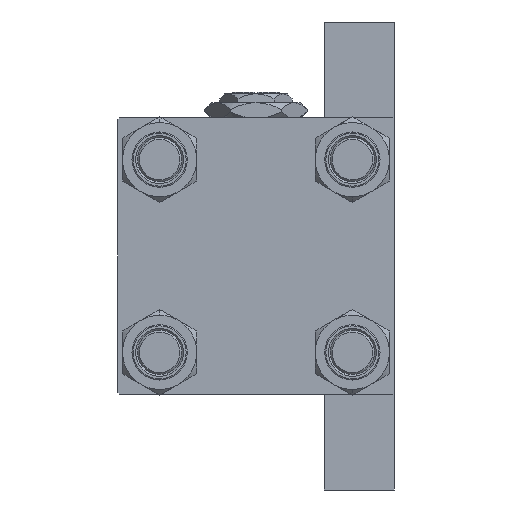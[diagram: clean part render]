
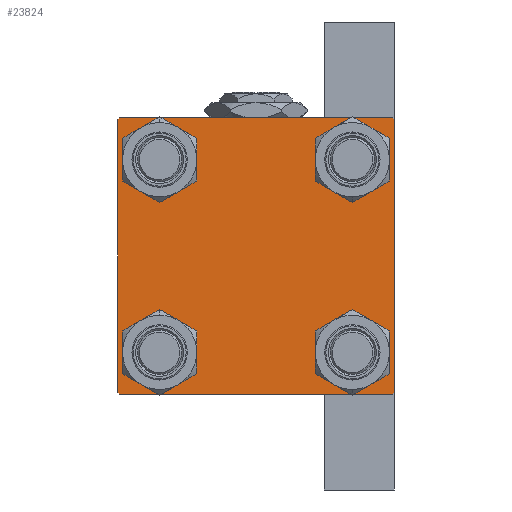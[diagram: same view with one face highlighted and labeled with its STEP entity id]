
A CAD part, left-side view. The second image highlights one B-rep face of the part: STEP entity #23824.
In plain terms, the highlighted planar face has unit normal (-1, 0, 0).
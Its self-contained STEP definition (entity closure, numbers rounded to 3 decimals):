
#430 = ORIENTED_EDGE ( 'NONE', *, *, #5963, .T. ) ;
#691 = VERTEX_POINT ( 'NONE', #45166 ) ;
#706 = CARTESIAN_POINT ( 'NONE',  ( 0., 37.25, -37.25 ) ) ;
#723 = CARTESIAN_POINT ( 'NONE',  ( 0., 37.5, -37. ) ) ;
#1843 = VERTEX_POINT ( 'NONE', #22278 ) ;
#1854 = ORIENTED_EDGE ( 'NONE', *, *, #8551, .F. ) ;
#2259 = CARTESIAN_POINT ( 'NONE',  ( 0., 26.15, -19.65 ) ) ;
#2345 = EDGE_CURVE ( 'NONE', #26662, #34437, #40176, .T. ) ;
#2691 = VERTEX_POINT ( 'NONE', #12226 ) ;
#2774 = EDGE_LOOP ( 'NONE', ( #30776, #33052, #38537, #13394, #1854, #12288, #7559, #19793 ) ) ;
#3466 = CARTESIAN_POINT ( 'NONE',  ( 0., 37.5, 37.5 ) ) ;
#3479 = DIRECTION ( 'NONE',  ( 0., 0., 1. ) ) ;
#3519 = DIRECTION ( 'NONE',  ( 1., 0., 0. ) ) ;
#3680 = EDGE_LOOP ( 'NONE', ( #5722, #9421 ) ) ;
#3688 = CARTESIAN_POINT ( 'NONE',  ( 0., -37.25, -37.25 ) ) ;
#4156 = VECTOR ( 'NONE', #28116, 1000. ) ;
#4253 = CARTESIAN_POINT ( 'NONE',  ( 0., -26.15, -32.65 ) ) ;
#4288 = DIRECTION ( 'NONE',  ( 0., 0., -1. ) ) ;
#5024 = CARTESIAN_POINT ( 'NONE',  ( 0., -37.5, 37.5 ) ) ;
#5429 = AXIS2_PLACEMENT_3D ( 'NONE', #36774, #25109, #33217 ) ;
#5722 = ORIENTED_EDGE ( 'NONE', *, *, #20786, .T. ) ;
#5963 = EDGE_CURVE ( 'NONE', #691, #41222, #6354, .T. ) ;
#6354 = CIRCLE ( 'NONE', #49332, 6.5 ) ;
#6594 = LINE ( 'NONE', #22082, #23806 ) ;
#6712 = EDGE_CURVE ( 'NONE', #43145, #27132, #38244, .T. ) ;
#6764 = CARTESIAN_POINT ( 'NONE',  ( 0., -37., -37.5 ) ) ;
#6839 = VECTOR ( 'NONE', #7495, 1000. ) ;
#6965 = DIRECTION ( 'NONE',  ( 1., 0., 0. ) ) ;
#7031 = EDGE_CURVE ( 'NONE', #25338, #14180, #26676, .T. ) ;
#7140 = ORIENTED_EDGE ( 'NONE', *, *, #12900, .T. ) ;
#7495 = DIRECTION ( 'NONE',  ( 0., -0.707, 0.707 ) ) ;
#7559 = ORIENTED_EDGE ( 'NONE', *, *, #12636, .F. ) ;
#8314 = CARTESIAN_POINT ( 'NONE',  ( 0., 37., -37.5 ) ) ;
#8378 = CARTESIAN_POINT ( 'NONE',  ( 0., -26.15, 26.15 ) ) ;
#8551 = EDGE_CURVE ( 'NONE', #26662, #32231, #35513, .T. ) ;
#8838 = CARTESIAN_POINT ( 'NONE',  ( 0., 26.15, -26.15 ) ) ;
#8863 = CARTESIAN_POINT ( 'NONE',  ( 0., -26.15, -19.65 ) ) ;
#9421 = ORIENTED_EDGE ( 'NONE', *, *, #39667, .T. ) ;
#9738 = CARTESIAN_POINT ( 'NONE',  ( 0., -37., 37.5 ) ) ;
#10270 = DIRECTION ( 'NONE',  ( 0., 0., 1. ) ) ;
#10600 = ORIENTED_EDGE ( 'NONE', *, *, #7031, .T. ) ;
#10787 = CARTESIAN_POINT ( 'NONE',  ( 0., -26.15, -26.15 ) ) ;
#11142 = VERTEX_POINT ( 'NONE', #8863 ) ;
#12080 = CIRCLE ( 'NONE', #44487, 6.5 ) ;
#12222 = VERTEX_POINT ( 'NONE', #13278 ) ;
#12226 = CARTESIAN_POINT ( 'NONE',  ( 0., 26.15, 19.65 ) ) ;
#12288 = ORIENTED_EDGE ( 'NONE', *, *, #2345, .T. ) ;
#12445 = DIRECTION ( 'NONE',  ( 1., 0., 0. ) ) ;
#12636 = EDGE_CURVE ( 'NONE', #1843, #34437, #6594, .T. ) ;
#12900 = EDGE_CURVE ( 'NONE', #14180, #25338, #34404, .T. ) ;
#13101 = EDGE_LOOP ( 'NONE', ( #46356, #15774 ) ) ;
#13278 = CARTESIAN_POINT ( 'NONE',  ( 0., 26.15, 32.65 ) ) ;
#13394 = ORIENTED_EDGE ( 'NONE', *, *, #14343, .T. ) ;
#13667 = PLANE ( 'NONE',  #5429 ) ;
#14180 = VERTEX_POINT ( 'NONE', #20817 ) ;
#14343 = EDGE_CURVE ( 'NONE', #26399, #32231, #15368, .T. ) ;
#14846 = CARTESIAN_POINT ( 'NONE',  ( 0., 26.15, -26.15 ) ) ;
#15368 = LINE ( 'NONE', #3688, #6839 ) ;
#15774 = ORIENTED_EDGE ( 'NONE', *, *, #27885, .T. ) ;
#15814 = CARTESIAN_POINT ( 'NONE',  ( 0., -37.5, 37. ) ) ;
#16117 = LINE ( 'NONE', #31623, #38789 ) ;
#16364 = VECTOR ( 'NONE', #4288, 1000. ) ;
#17975 = FACE_BOUND ( 'NONE', #35232, .T. ) ;
#18018 = CIRCLE ( 'NONE', #39096, 6.5 ) ;
#18045 = ORIENTED_EDGE ( 'NONE', *, *, #28332, .T. ) ;
#19616 = CARTESIAN_POINT ( 'NONE',  ( 0., -37.5, -37. ) ) ;
#19793 = ORIENTED_EDGE ( 'NONE', *, *, #26434, .T. ) ;
#20520 = DIRECTION ( 'NONE',  ( 0., 0., 1. ) ) ;
#20786 = EDGE_CURVE ( 'NONE', #11142, #25544, #28809, .T. ) ;
#20817 = CARTESIAN_POINT ( 'NONE',  ( 0., 26.15, -32.65 ) ) ;
#20999 = VECTOR ( 'NONE', #31124, 1000. ) ;
#22082 = CARTESIAN_POINT ( 'NONE',  ( 0., 37.5, 37.5 ) ) ;
#22103 = CIRCLE ( 'NONE', #28596, 6.5 ) ;
#22278 = CARTESIAN_POINT ( 'NONE',  ( 0., 37., 37.5 ) ) ;
#23423 = AXIS2_PLACEMENT_3D ( 'NONE', #14846, #30823, #26766 ) ;
#23806 = VECTOR ( 'NONE', #44674, 1000. ) ;
#23824 = ADVANCED_FACE ( 'NONE', ( #32966, #44366, #17975, #48167, #40053 ), #13667, .T. ) ;
#25109 = DIRECTION ( 'NONE',  ( -1., 0., 0. ) ) ;
#25338 = VERTEX_POINT ( 'NONE', #2259 ) ;
#25544 = VERTEX_POINT ( 'NONE', #4253 ) ;
#25876 = DIRECTION ( 'NONE',  ( 0., 0., 1. ) ) ;
#26399 = VERTEX_POINT ( 'NONE', #6764 ) ;
#26434 = EDGE_CURVE ( 'NONE', #1843, #43145, #16117, .T. ) ;
#26610 = CARTESIAN_POINT ( 'NONE',  ( 0., -26.15, 26.15 ) ) ;
#26662 = VERTEX_POINT ( 'NONE', #15814 ) ;
#26676 = CIRCLE ( 'NONE', #23423, 6.5 ) ;
#26766 = DIRECTION ( 'NONE',  ( 0., 0., 1. ) ) ;
#27132 = VERTEX_POINT ( 'NONE', #723 ) ;
#27885 = EDGE_CURVE ( 'NONE', #2691, #12222, #12080, .T. ) ;
#27929 = DIRECTION ( 'NONE',  ( 0., 0., 1. ) ) ;
#28116 = DIRECTION ( 'NONE',  ( 0., -0.707, -0.707 ) ) ;
#28262 = EDGE_LOOP ( 'NONE', ( #18045, #430 ) ) ;
#28332 = EDGE_CURVE ( 'NONE', #41222, #691, #39634, .T. ) ;
#28596 = AXIS2_PLACEMENT_3D ( 'NONE', #10787, #6965, #10270 ) ;
#28809 = CIRCLE ( 'NONE', #45819, 6.5 ) ;
#30776 = ORIENTED_EDGE ( 'NONE', *, *, #6712, .T. ) ;
#30823 = DIRECTION ( 'NONE',  ( 1., 0., 0. ) ) ;
#31045 = DIRECTION ( 'NONE',  ( 0., 0., 1. ) ) ;
#31124 = DIRECTION ( 'NONE',  ( 0., 0., -1. ) ) ;
#31623 = CARTESIAN_POINT ( 'NONE',  ( 0., 37.25, 37.25 ) ) ;
#32231 = VERTEX_POINT ( 'NONE', #19616 ) ;
#32336 = CARTESIAN_POINT ( 'NONE',  ( 0., -37.25, 37.25 ) ) ;
#32557 = VECTOR ( 'NONE', #42812, 1000. ) ;
#32830 = EDGE_CURVE ( 'NONE', #36577, #26399, #43313, .T. ) ;
#32886 = EDGE_CURVE ( 'NONE', #27132, #36577, #35730, .T. ) ;
#32966 = FACE_BOUND ( 'NONE', #28262, .T. ) ;
#33052 = ORIENTED_EDGE ( 'NONE', *, *, #32886, .T. ) ;
#33217 = DIRECTION ( 'NONE',  ( 0., 0., 1. ) ) ;
#34247 = CARTESIAN_POINT ( 'NONE',  ( 0., 26.15, 26.15 ) ) ;
#34404 = CIRCLE ( 'NONE', #40054, 6.5 ) ;
#34437 = VERTEX_POINT ( 'NONE', #9738 ) ;
#35232 = EDGE_LOOP ( 'NONE', ( #10600, #7140 ) ) ;
#35513 = LINE ( 'NONE', #5024, #16364 ) ;
#35730 = LINE ( 'NONE', #706, #4156 ) ;
#36577 = VERTEX_POINT ( 'NONE', #8314 ) ;
#36774 = CARTESIAN_POINT ( 'NONE',  ( 0., 0., 0. ) ) ;
#37944 = EDGE_CURVE ( 'NONE', #12222, #2691, #18018, .T. ) ;
#38035 = AXIS2_PLACEMENT_3D ( 'NONE', #8378, #12445, #27929 ) ;
#38244 = LINE ( 'NONE', #3466, #20999 ) ;
#38414 = CARTESIAN_POINT ( 'NONE',  ( 0., 26.15, 26.15 ) ) ;
#38502 = DIRECTION ( 'NONE',  ( 1., 0., 0. ) ) ;
#38537 = ORIENTED_EDGE ( 'NONE', *, *, #32830, .T. ) ;
#38774 = DIRECTION ( 'NONE',  ( 0., 0., 1. ) ) ;
#38789 = VECTOR ( 'NONE', #46827, 1000. ) ;
#38961 = CARTESIAN_POINT ( 'NONE',  ( 0., -26.15, 32.65 ) ) ;
#39096 = AXIS2_PLACEMENT_3D ( 'NONE', #34247, #3519, #25876 ) ;
#39634 = CIRCLE ( 'NONE', #38035, 6.5 ) ;
#39667 = EDGE_CURVE ( 'NONE', #25544, #11142, #22103, .T. ) ;
#39801 = DIRECTION ( 'NONE',  ( 1., 0., 0. ) ) ;
#40053 = FACE_OUTER_BOUND ( 'NONE', #2774, .T. ) ;
#40054 = AXIS2_PLACEMENT_3D ( 'NONE', #8838, #39801, #20520 ) ;
#40176 = LINE ( 'NONE', #32336, #46596 ) ;
#41222 = VERTEX_POINT ( 'NONE', #38961 ) ;
#42439 = CARTESIAN_POINT ( 'NONE',  ( 0., 37.5, 37. ) ) ;
#42443 = DIRECTION ( 'NONE',  ( 1., 0., 0. ) ) ;
#42530 = CARTESIAN_POINT ( 'NONE',  ( 0., -26.15, -26.15 ) ) ;
#42812 = DIRECTION ( 'NONE',  ( 0., -1., 0. ) ) ;
#43145 = VERTEX_POINT ( 'NONE', #42439 ) ;
#43313 = LINE ( 'NONE', #43817, #32557 ) ;
#43469 = DIRECTION ( 'NONE',  ( 0., 0.707, 0.707 ) ) ;
#43817 = CARTESIAN_POINT ( 'NONE',  ( 0., 37.5, -37.5 ) ) ;
#44366 = FACE_BOUND ( 'NONE', #3680, .T. ) ;
#44487 = AXIS2_PLACEMENT_3D ( 'NONE', #38414, #42443, #31045 ) ;
#44674 = DIRECTION ( 'NONE',  ( 0., -1., 0. ) ) ;
#45166 = CARTESIAN_POINT ( 'NONE',  ( 0., -26.15, 19.65 ) ) ;
#45819 = AXIS2_PLACEMENT_3D ( 'NONE', #42530, #38502, #3479 ) ;
#46356 = ORIENTED_EDGE ( 'NONE', *, *, #37944, .T. ) ;
#46596 = VECTOR ( 'NONE', #43469, 1000. ) ;
#46623 = DIRECTION ( 'NONE',  ( 1., 0., 0. ) ) ;
#46827 = DIRECTION ( 'NONE',  ( 0., 0.707, -0.707 ) ) ;
#48167 = FACE_BOUND ( 'NONE', #13101, .T. ) ;
#49332 = AXIS2_PLACEMENT_3D ( 'NONE', #26610, #46623, #38774 ) ;
